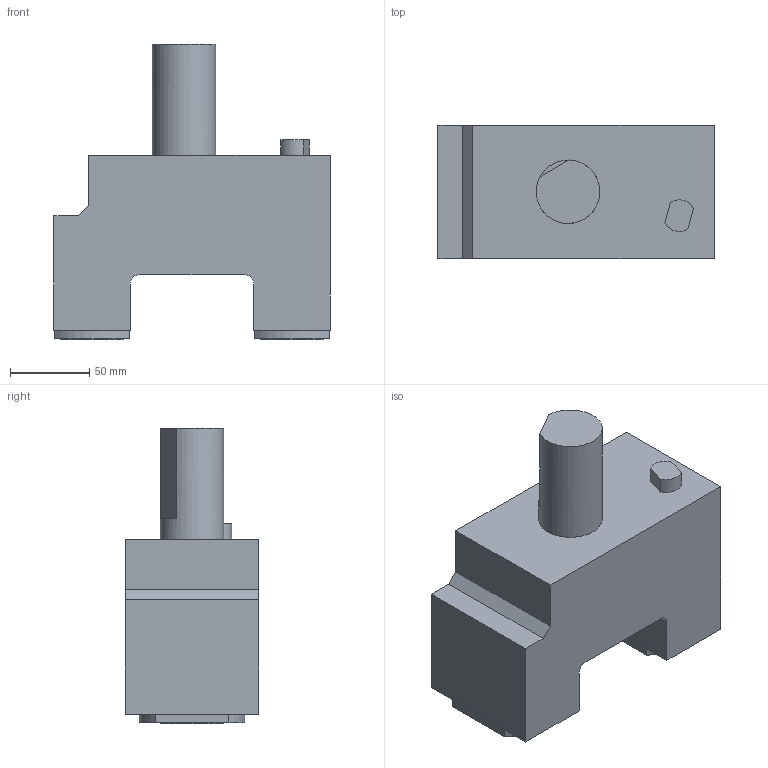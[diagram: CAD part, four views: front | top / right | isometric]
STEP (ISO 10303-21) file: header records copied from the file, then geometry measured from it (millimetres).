
FILE_DESCRIPTION(/* description */ (''),/* implementation_level */ '2;1');
FILE_NAME(/* name */ '1581915902147.stp',/* time_stamp */ '2020-02-17T10:35:12+05:00',/* author */ (''),/* organization */ ('SMS'),/* preprocessor_version */ 'ST-DEVELOPER v16.7',/* originating_system */ 'SIEMENS PLM Software NX 12.0',/* authorisation */ '');
FILE_SCHEMA (('AUTOMOTIVE_DESIGN { 1 0 10303 214 3 1 1 1 }'));
Length unit declared in the file: millimetre
Products named in the file (1): 201079191mod000_02
Bounding box: 174 x 84 x 186 mm (x, y, z)
Volume: 1404190.1 mm3; surface area: 99782.1 mm2
Topology: 1 solids, 1 shells, 50 faces, 122 edges, 90 vertices
Faces by surface type: plane 33, cylinder 15, bspline 2
Full cylindrical faces by diameter (mm): 2.5 x2, 31.023 x2, 40 x3
Entity records: 1871 total; most frequent: CARTESIAN_POINT 678, DIRECTION 227, ORIENTED_EDGE 216, EDGE_CURVE 108, AXIS2_PLACEMENT_3D 82, VERTEX_POINT 81, EDGE_LOOP 71, LINE 63
